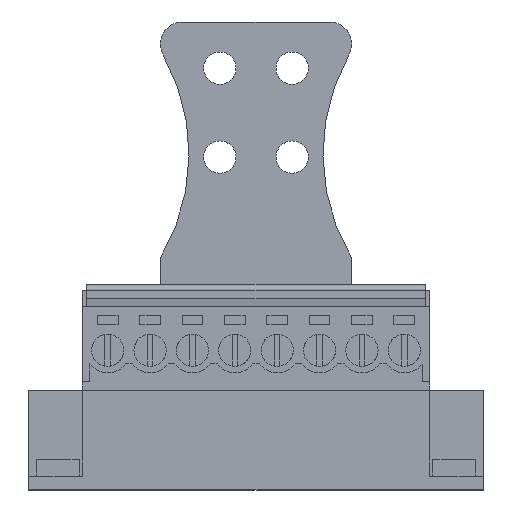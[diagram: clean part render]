
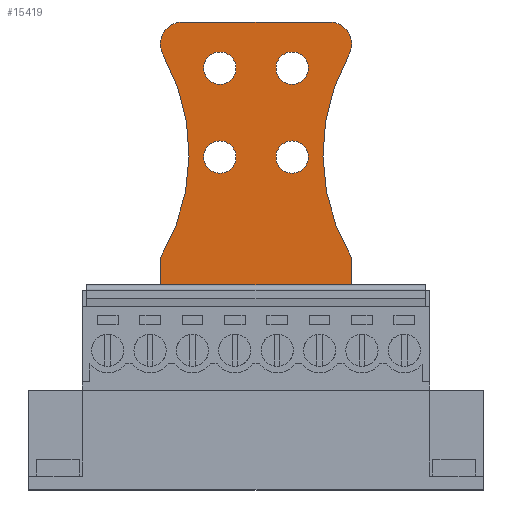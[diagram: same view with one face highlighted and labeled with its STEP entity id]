
A CAD part, front view. The second image highlights one B-rep face of the part: STEP entity #15419.
In plain terms, the highlighted planar face has unit normal (0, -1, 0).
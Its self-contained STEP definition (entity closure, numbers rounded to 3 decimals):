
#15302=AXIS2_PLACEMENT_3D('Plane Axis2P3D',#15299,#15300,#15301) ;
#15306=AXIS2_PLACEMENT_3D('Circle Axis2P3D',#15304,#15305,$) ;
#15313=AXIS2_PLACEMENT_3D('Circle Axis2P3D',#15311,#15312,$) ;
#15327=AXIS2_PLACEMENT_3D('Circle Axis2P3D',#15325,#15326,$) ;
#15334=AXIS2_PLACEMENT_3D('Circle Axis2P3D',#15332,#15333,$) ;
#15349=AXIS2_PLACEMENT_3D('Circle Axis2P3D',#15347,#15348,$) ;
#15358=AXIS2_PLACEMENT_3D('Circle Axis2P3D',#15356,#15357,$) ;
#15367=AXIS2_PLACEMENT_3D('Circle Axis2P3D',#15365,#15366,$) ;
#15376=AXIS2_PLACEMENT_3D('Circle Axis2P3D',#15374,#15375,$) ;
#15385=AXIS2_PLACEMENT_3D('Circle Axis2P3D',#15383,#15384,$) ;
#15394=AXIS2_PLACEMENT_3D('Circle Axis2P3D',#15392,#15393,$) ;
#15403=AXIS2_PLACEMENT_3D('Circle Axis2P3D',#15401,#15402,$) ;
#15412=AXIS2_PLACEMENT_3D('Circle Axis2P3D',#15410,#15411,$) ;
#15121=CARTESIAN_POINT('Vertex',(11.875,10.6,17.95)) ;
#15137=CARTESIAN_POINT('Vertex',(28.995,10.6,17.95)) ;
#15140=CARTESIAN_POINT('Line Origine',(20.435,10.6,17.95)) ;
#15158=CARTESIAN_POINT('Line Origine',(11.875,10.6,19.45)) ;
#15162=CARTESIAN_POINT('Vertex',(11.875,10.6,20.951)) ;
#15274=CARTESIAN_POINT('Vertex',(28.995,10.6,20.951)) ;
#15277=CARTESIAN_POINT('Line Origine',(28.995,10.6,19.45)) ;
#15299=CARTESIAN_POINT('Axis2P3D Location',(20.435,10.6,8.95)) ;
#15304=CARTESIAN_POINT('Axis2P3D Location',(44.65,10.6,30.223)) ;
#15308=CARTESIAN_POINT('Vertex',(28.779,10.6,39.122)) ;
#15311=CARTESIAN_POINT('Axis2P3D Location',(27.035,10.6,40.1)) ;
#15315=CARTESIAN_POINT('Vertex',(27.035,10.6,42.1)) ;
#15318=CARTESIAN_POINT('Line Origine',(20.435,10.6,42.1)) ;
#15322=CARTESIAN_POINT('Vertex',(13.835,10.6,42.1)) ;
#15325=CARTESIAN_POINT('Axis2P3D Location',(13.835,10.6,40.1)) ;
#15329=CARTESIAN_POINT('Vertex',(12.091,10.6,39.122)) ;
#15332=CARTESIAN_POINT('Axis2P3D Location',(-3.78,10.6,30.223)) ;
#15347=CARTESIAN_POINT('Axis2P3D Location',(17.185,10.6,37.95)) ;
#15351=CARTESIAN_POINT('Vertex',(18.635,10.6,37.95)) ;
#15353=CARTESIAN_POINT('Vertex',(15.735,10.6,37.95)) ;
#15356=CARTESIAN_POINT('Axis2P3D Location',(17.185,10.6,37.95)) ;
#15365=CARTESIAN_POINT('Axis2P3D Location',(23.685,10.6,37.95)) ;
#15369=CARTESIAN_POINT('Vertex',(25.135,10.6,37.95)) ;
#15371=CARTESIAN_POINT('Vertex',(22.235,10.6,37.95)) ;
#15374=CARTESIAN_POINT('Axis2P3D Location',(23.685,10.6,37.95)) ;
#15383=CARTESIAN_POINT('Axis2P3D Location',(23.685,10.6,29.95)) ;
#15387=CARTESIAN_POINT('Vertex',(22.235,10.6,29.95)) ;
#15389=CARTESIAN_POINT('Vertex',(25.135,10.6,29.95)) ;
#15392=CARTESIAN_POINT('Axis2P3D Location',(23.685,10.6,29.95)) ;
#15401=CARTESIAN_POINT('Axis2P3D Location',(17.185,10.6,29.95)) ;
#15405=CARTESIAN_POINT('Vertex',(15.735,10.6,29.95)) ;
#15407=CARTESIAN_POINT('Vertex',(18.635,10.6,29.95)) ;
#15410=CARTESIAN_POINT('Axis2P3D Location',(17.185,10.6,29.95)) ;
#15141=DIRECTION('Vector Direction',(-1.,0.,0.)) ;
#15159=DIRECTION('Vector Direction',(0.,0.,-1.)) ;
#15278=DIRECTION('Vector Direction',(0.,0.,1.)) ;
#15300=DIRECTION('Axis2P3D Direction',(0.,-1.,0.)) ;
#15301=DIRECTION('Axis2P3D XDirection',(1.,0.,0.)) ;
#15305=DIRECTION('Axis2P3D Direction',(0.,-1.,0.)) ;
#15312=DIRECTION('Axis2P3D Direction',(0.,-1.,0.)) ;
#15319=DIRECTION('Vector Direction',(1.,0.,0.)) ;
#15326=DIRECTION('Axis2P3D Direction',(0.,-1.,0.)) ;
#15333=DIRECTION('Axis2P3D Direction',(0.,-1.,0.)) ;
#15348=DIRECTION('Axis2P3D Direction',(0.,-1.,0.)) ;
#15357=DIRECTION('Axis2P3D Direction',(0.,-1.,0.)) ;
#15366=DIRECTION('Axis2P3D Direction',(0.,-1.,0.)) ;
#15375=DIRECTION('Axis2P3D Direction',(0.,-1.,0.)) ;
#15384=DIRECTION('Axis2P3D Direction',(0.,-1.,0.)) ;
#15393=DIRECTION('Axis2P3D Direction',(0.,-1.,0.)) ;
#15402=DIRECTION('Axis2P3D Direction',(0.,-1.,0.)) ;
#15411=DIRECTION('Axis2P3D Direction',(0.,-1.,0.)) ;
#15142=VECTOR('Line Direction',#15141,1.) ;
#15160=VECTOR('Line Direction',#15159,1.) ;
#15279=VECTOR('Line Direction',#15278,1.) ;
#15320=VECTOR('Line Direction',#15319,1.) ;
#15338=ORIENTED_EDGE('',*,*,#15281,.T.) ;
#15339=ORIENTED_EDGE('',*,*,#15310,.F.) ;
#15340=ORIENTED_EDGE('',*,*,#15317,.T.) ;
#15341=ORIENTED_EDGE('',*,*,#15324,.F.) ;
#15342=ORIENTED_EDGE('',*,*,#15331,.T.) ;
#15343=ORIENTED_EDGE('',*,*,#15336,.F.) ;
#15344=ORIENTED_EDGE('',*,*,#15164,.T.) ;
#15345=ORIENTED_EDGE('',*,*,#15144,.F.) ;
#15362=ORIENTED_EDGE('',*,*,#15355,.F.) ;
#15363=ORIENTED_EDGE('',*,*,#15360,.F.) ;
#15380=ORIENTED_EDGE('',*,*,#15373,.F.) ;
#15381=ORIENTED_EDGE('',*,*,#15378,.F.) ;
#15398=ORIENTED_EDGE('',*,*,#15391,.F.) ;
#15399=ORIENTED_EDGE('',*,*,#15396,.F.) ;
#15416=ORIENTED_EDGE('',*,*,#15409,.F.) ;
#15417=ORIENTED_EDGE('',*,*,#15414,.F.) ;
#15364=FACE_BOUND('',#15361,.T.) ;
#15382=FACE_BOUND('',#15379,.T.) ;
#15400=FACE_BOUND('',#15397,.T.) ;
#15418=FACE_BOUND('',#15415,.T.) ;
#15419=ADVANCED_FACE('Strain relief',(#15346,#15364,#15382,#15400,#15418),#15303,.T.) ;
#15307=CIRCLE('generated circle',#15306,18.195) ;
#15314=CIRCLE('generated circle',#15313,2.) ;
#15328=CIRCLE('generated circle',#15327,2.) ;
#15335=CIRCLE('generated circle',#15334,18.195) ;
#15350=CIRCLE('generated circle',#15349,1.45) ;
#15359=CIRCLE('generated circle',#15358,1.45) ;
#15368=CIRCLE('generated circle',#15367,1.45) ;
#15377=CIRCLE('generated circle',#15376,1.45) ;
#15386=CIRCLE('generated circle',#15385,1.45) ;
#15395=CIRCLE('generated circle',#15394,1.45) ;
#15404=CIRCLE('generated circle',#15403,1.45) ;
#15413=CIRCLE('generated circle',#15412,1.45) ;
#15144=EDGE_CURVE('',#15138,#15122,#15143,.T.) ;
#15164=EDGE_CURVE('',#15163,#15122,#15161,.T.) ;
#15281=EDGE_CURVE('',#15138,#15275,#15280,.T.) ;
#15310=EDGE_CURVE('',#15309,#15275,#15307,.T.) ;
#15317=EDGE_CURVE('',#15309,#15316,#15314,.T.) ;
#15324=EDGE_CURVE('',#15323,#15316,#15321,.T.) ;
#15331=EDGE_CURVE('',#15323,#15330,#15328,.T.) ;
#15336=EDGE_CURVE('',#15163,#15330,#15335,.T.) ;
#15355=EDGE_CURVE('',#15352,#15354,#15350,.T.) ;
#15360=EDGE_CURVE('',#15354,#15352,#15359,.T.) ;
#15373=EDGE_CURVE('',#15370,#15372,#15368,.T.) ;
#15378=EDGE_CURVE('',#15372,#15370,#15377,.T.) ;
#15391=EDGE_CURVE('',#15388,#15390,#15386,.T.) ;
#15396=EDGE_CURVE('',#15390,#15388,#15395,.T.) ;
#15409=EDGE_CURVE('',#15406,#15408,#15404,.T.) ;
#15414=EDGE_CURVE('',#15408,#15406,#15413,.T.) ;
#15337=EDGE_LOOP('',(#15338,#15339,#15340,#15341,#15342,#15343,#15344,#15345)) ;
#15361=EDGE_LOOP('',(#15362,#15363)) ;
#15379=EDGE_LOOP('',(#15380,#15381)) ;
#15397=EDGE_LOOP('',(#15398,#15399)) ;
#15415=EDGE_LOOP('',(#15416,#15417)) ;
#15346=FACE_OUTER_BOUND('',#15337,.T.) ;
#15143=LINE('Line',#15140,#15142) ;
#15161=LINE('Line',#15158,#15160) ;
#15280=LINE('Line',#15277,#15279) ;
#15321=LINE('Line',#15318,#15320) ;
#15303=PLANE('',#15302) ;
#15122=VERTEX_POINT('',#15121) ;
#15138=VERTEX_POINT('',#15137) ;
#15163=VERTEX_POINT('',#15162) ;
#15275=VERTEX_POINT('',#15274) ;
#15309=VERTEX_POINT('',#15308) ;
#15316=VERTEX_POINT('',#15315) ;
#15323=VERTEX_POINT('',#15322) ;
#15330=VERTEX_POINT('',#15329) ;
#15352=VERTEX_POINT('',#15351) ;
#15354=VERTEX_POINT('',#15353) ;
#15370=VERTEX_POINT('',#15369) ;
#15372=VERTEX_POINT('',#15371) ;
#15388=VERTEX_POINT('',#15387) ;
#15390=VERTEX_POINT('',#15389) ;
#15406=VERTEX_POINT('',#15405) ;
#15408=VERTEX_POINT('',#15407) ;
